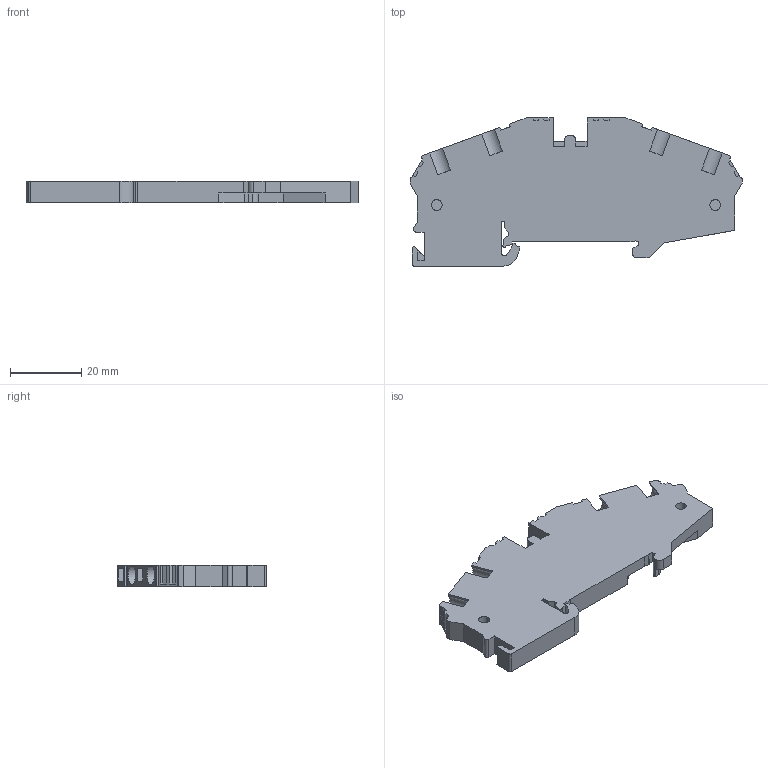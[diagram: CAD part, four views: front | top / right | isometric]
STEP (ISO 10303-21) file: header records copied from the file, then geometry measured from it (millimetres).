
FILE_DESCRIPTION((''),'2;1');
FILE_NAME('ZRK40_4_ISO_STEP','2009-11-02T',('Stollb'),(''),'PRO/ENGINEER BY PARAMETRIC TECHNOLOGY CORPORATION, 2007390','PRO/ENGINEER BY PARAMETRIC TECHNOLOGY CORPORATION, 2007390','');
FILE_SCHEMA(('CONFIG_CONTROL_DESIGN'));
Length unit declared in the file: millimetre
Products named in the file (1): ZRK40_4_ISO_STEP
Bounding box: 93 x 41.5 x 6.1 mm (x, y, z)
Volume: 15844.2 mm3; surface area: 8437.9 mm2
Topology: 1 solids, 1 shells, 194 faces, 552 edges, 368 vertices
Faces by surface type: plane 152, cylinder 42
Entity records: 6374 total; most frequent: CARTESIAN_POINT 1214, ORIENTED_EDGE 1104, DIRECTION 1008, EDGE_CURVE 552, VECTOR 468, LINE 468, VERTEX_POINT 368, AXIS2_PLACEMENT_3D 270
